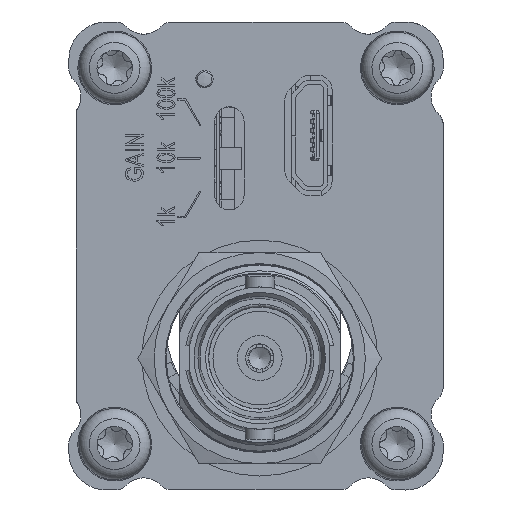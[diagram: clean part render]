
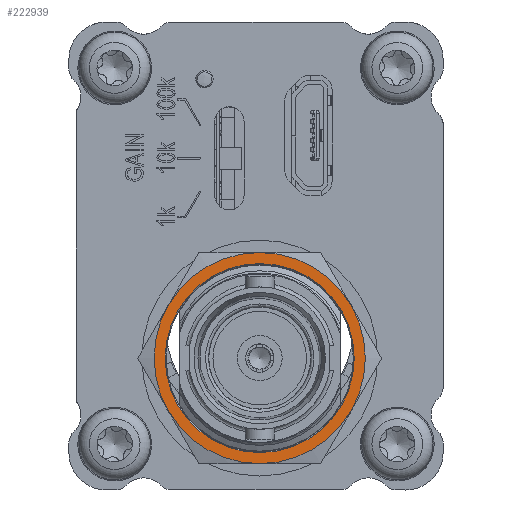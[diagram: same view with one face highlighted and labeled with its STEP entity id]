
A CAD part, left-side view. The second image highlights one B-rep face of the part: STEP entity #222939.
In plain terms, the highlighted planar face has unit normal (-1, 0, 0).
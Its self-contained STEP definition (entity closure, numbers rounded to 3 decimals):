
#2656 = CARTESIAN_POINT ( 'NONE',  ( -33.947, -0.252, -6.927 ) ) ;
#3142 = CARTESIAN_POINT ( 'NONE',  ( -33.947, -0.252, -6.927 ) ) ;
#3333 = DIRECTION ( 'NONE',  ( 0., 0., 1. ) ) ;
#4332 = PLANE ( 'NONE',  #218045 ) ;
#8856 = CIRCLE ( 'NONE', #104123, 7.163 ) ;
#20107 = CARTESIAN_POINT ( 'NONE',  ( -33.947, -0.252, 0.236 ) ) ;
#22943 = DIRECTION ( 'NONE',  ( 0., -1., 0. ) ) ;
#23411 = DIRECTION ( 'NONE',  ( 0., 0., 1. ) ) ;
#41947 = CARTESIAN_POINT ( 'NONE',  ( -33.947, -0.252, -6.927 ) ) ;
#42000 = CIRCLE ( 'NONE', #61082, 6.414 ) ;
#47280 = CIRCLE ( 'NONE', #93204, 7.163 ) ;
#48649 = CARTESIAN_POINT ( 'NONE',  ( -33.947, -0.252, -14.09 ) ) ;
#56224 = DIRECTION ( 'NONE',  ( 1., 0., 0. ) ) ;
#61082 = AXIS2_PLACEMENT_3D ( 'NONE', #2656, #143517, #22943 ) ;
#62217 = DIRECTION ( 'NONE',  ( 0., 0., 1. ) ) ;
#66846 = DIRECTION ( 'NONE',  ( 1., 0., 0. ) ) ;
#69752 = CARTESIAN_POINT ( 'NONE',  ( -33.947, 5.951, -10.508 ) ) ;
#81820 = AXIS2_PLACEMENT_3D ( 'NONE', #244562, #123911, #3333 ) ;
#82166 = AXIS2_PLACEMENT_3D ( 'NONE', #3142, #143979, #23411 ) ;
#86220 = DIRECTION ( 'NONE',  ( 1., 0., 0. ) ) ;
#88468 = CIRCLE ( 'NONE', #82166, 7.163 ) ;
#93204 = AXIS2_PLACEMENT_3D ( 'NONE', #235410, #114759, #255598 ) ;
#102755 = AXIS2_PLACEMENT_3D ( 'NONE', #176813, #56224, #197087 ) ;
#104123 = AXIS2_PLACEMENT_3D ( 'NONE', #187386, #66846, #207645 ) ;
#104721 = EDGE_CURVE ( 'NONE', #148588, #180385, #202573, .T. ) ;
#109262 = CARTESIAN_POINT ( 'NONE',  ( -33.947, -6.455, -3.346 ) ) ;
#114759 = DIRECTION ( 'NONE',  ( 1., 0., 0. ) ) ;
#115293 = VERTEX_POINT ( 'NONE', #20107 ) ;
#123911 = DIRECTION ( 'NONE',  ( 1., 0., 0. ) ) ;
#127527 = VERTEX_POINT ( 'NONE', #109262 ) ;
#137531 = EDGE_CURVE ( 'NONE', #178128, #178128, #42000, .T. ) ;
#139668 = EDGE_CURVE ( 'NONE', #256920, #115293, #196469, .T. ) ;
#143517 = DIRECTION ( 'NONE',  ( 1., 0., 0. ) ) ;
#143979 = DIRECTION ( 'NONE',  ( 1., 0., 0. ) ) ;
#148588 = VERTEX_POINT ( 'NONE', #237600 ) ;
#153292 = AXIS2_PLACEMENT_3D ( 'NONE', #41947, #182740, #62217 ) ;
#160602 = EDGE_LOOP ( 'NONE', ( #245470, #258955, #200334, #236350, #251299, #211926 ) ) ;
#162895 = EDGE_CURVE ( 'NONE', #127527, #148588, #8856, .T. ) ;
#168961 = ORIENTED_EDGE ( 'NONE', *, *, #137531, .T. ) ;
#176813 = CARTESIAN_POINT ( 'NONE',  ( -33.947, -0.252, -6.927 ) ) ;
#178128 = VERTEX_POINT ( 'NONE', #223929 ) ;
#178241 = EDGE_CURVE ( 'NONE', #247491, #256920, #47280, .T. ) ;
#180385 = VERTEX_POINT ( 'NONE', #48649 ) ;
#182623 = FACE_OUTER_BOUND ( 'NONE', #160602, .T. ) ;
#182740 = DIRECTION ( 'NONE',  ( 1., 0., 0. ) ) ;
#187386 = CARTESIAN_POINT ( 'NONE',  ( -33.947, -0.252, -6.927 ) ) ;
#196469 = CIRCLE ( 'NONE', #81820, 7.163 ) ;
#197087 = DIRECTION ( 'NONE',  ( 0., 0., 1. ) ) ;
#200334 = ORIENTED_EDGE ( 'NONE', *, *, #214809, .F. ) ;
#202573 = CIRCLE ( 'NONE', #102755, 7.163 ) ;
#204570 = CARTESIAN_POINT ( 'NONE',  ( -33.947, 5.951, -3.346 ) ) ;
#206819 = CARTESIAN_POINT ( 'NONE',  ( -33.947, -8.523, -6.927 ) ) ;
#207645 = DIRECTION ( 'NONE',  ( 0., 0., 1. ) ) ;
#211926 = ORIENTED_EDGE ( 'NONE', *, *, #252927, .F. ) ;
#213863 = CIRCLE ( 'NONE', #153292, 7.163 ) ;
#214809 = EDGE_CURVE ( 'NONE', #180385, #247491, #213863, .T. ) ;
#218045 = AXIS2_PLACEMENT_3D ( 'NONE', #206819, #86220, #227075 ) ;
#220885 = EDGE_LOOP ( 'NONE', ( #168961 ) ) ;
#222939 = ADVANCED_FACE ( 'NONE', ( #223576, #182623 ), #4332, .F. ) ;
#223576 = FACE_BOUND ( 'NONE', #220885, .T. ) ;
#223929 = CARTESIAN_POINT ( 'NONE',  ( -33.947, -6.666, -6.927 ) ) ;
#227075 = DIRECTION ( 'NONE',  ( 0., 0., 1. ) ) ;
#235410 = CARTESIAN_POINT ( 'NONE',  ( -33.947, -0.252, -6.927 ) ) ;
#236350 = ORIENTED_EDGE ( 'NONE', *, *, #104721, .F. ) ;
#237600 = CARTESIAN_POINT ( 'NONE',  ( -33.947, -6.455, -10.508 ) ) ;
#244562 = CARTESIAN_POINT ( 'NONE',  ( -33.947, -0.252, -6.927 ) ) ;
#245470 = ORIENTED_EDGE ( 'NONE', *, *, #139668, .F. ) ;
#247491 = VERTEX_POINT ( 'NONE', #69752 ) ;
#251299 = ORIENTED_EDGE ( 'NONE', *, *, #162895, .F. ) ;
#252927 = EDGE_CURVE ( 'NONE', #115293, #127527, #88468, .T. ) ;
#255598 = DIRECTION ( 'NONE',  ( 0., 0., 1. ) ) ;
#256920 = VERTEX_POINT ( 'NONE', #204570 ) ;
#258955 = ORIENTED_EDGE ( 'NONE', *, *, #178241, .F. ) ;
